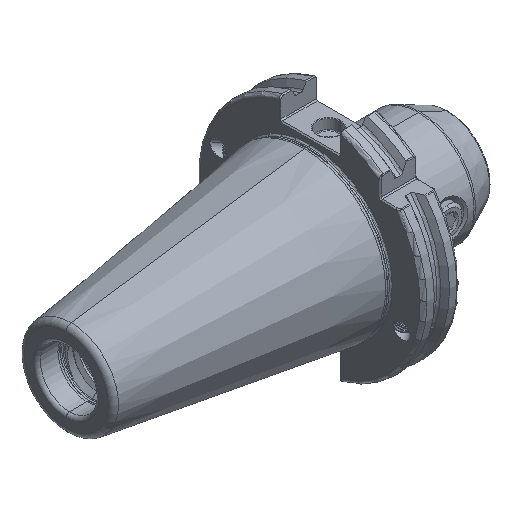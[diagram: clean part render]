
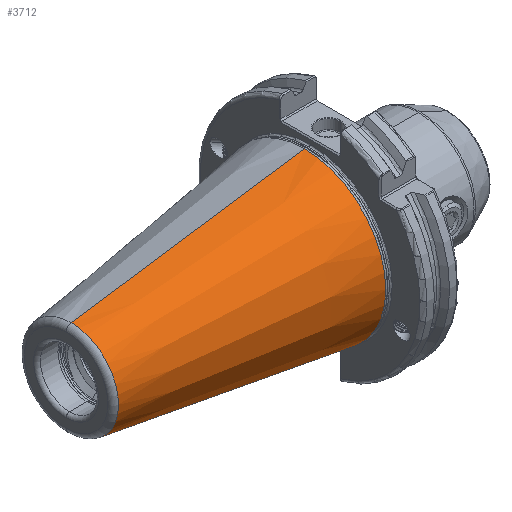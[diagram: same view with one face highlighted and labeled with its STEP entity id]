
A CAD part, isometric view. The second image highlights one B-rep face of the part: STEP entity #3712.
In plain terms, the highlighted conical face has half-angle 8.297 degrees and reference radius 35.392 mm.
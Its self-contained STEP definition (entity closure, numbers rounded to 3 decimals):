
#782 = AXIS2_PLACEMENT_3D ( 'NONE', #6517, #6489, #6487 ) ;
#969 = EDGE_CURVE ( 'NONE', #26001, #25962, #29084, .T. ) ;
#980 = EDGE_CURVE ( 'NONE', #26030, #26062, #29098, .T. ) ;
#984 = EDGE_CURVE ( 'NONE', #25962, #26003, #29103, .T. ) ;
#1231 = EDGE_CURVE ( 'NONE', #26003, #26062, #12341, .T. ) ;
#1258 = EDGE_CURVE ( 'NONE', #26001, #26030, #11208, .T. ) ;
#3712 = ADVANCED_FACE ( 'NONE', ( #11749 ), #11737, .T. ) ;
#5838 = ORIENTED_EDGE ( 'NONE', *, *, #980, .T. ) ;
#5944 = ORIENTED_EDGE ( 'NONE', *, *, #969, .F. ) ;
#5953 = ORIENTED_EDGE ( 'NONE', *, *, #1231, .F. ) ;
#5957 = ORIENTED_EDGE ( 'NONE', *, *, #984, .F. ) ;
#5979 = ORIENTED_EDGE ( 'NONE', *, *, #1258, .T. ) ;
#6392 = DIRECTION ( 'NONE',  ( 0.99, 0., 0.144 ) ) ;
#6394 = CARTESIAN_POINT ( 'NONE',  ( 0., 0., -35.392 ) ) ;
#6403 = CARTESIAN_POINT ( 'NONE',  ( 0., 0., 35.392 ) ) ;
#6443 = DIRECTION ( 'NONE',  ( 0.99, 0., -0.144 ) ) ;
#6487 = DIRECTION ( 'NONE',  ( 0., 1., 0. ) ) ;
#6489 = DIRECTION ( 'NONE',  ( 1., 0., 0. ) ) ;
#6517 = CARTESIAN_POINT ( 'NONE',  ( -2.5, 0., 0. ) ) ;
#8106 = CARTESIAN_POINT ( 'NONE',  ( 0., 0., 0. ) ) ;
#8120 = DIRECTION ( 'NONE',  ( 1., 0., 0. ) ) ;
#8129 = DIRECTION ( 'NONE',  ( 0., 0., -1. ) ) ;
#11208 = CIRCLE ( 'NONE', #12366, 20.399 ) ;
#11737 = CONICAL_SURFACE ( 'NONE', #12487, 35.392, 0.145 ) ;
#11749 = FACE_OUTER_BOUND ( 'NONE', #29521, .T. ) ;
#12341 = CIRCLE ( 'NONE', #12384, 35.027 ) ;
#12366 = AXIS2_PLACEMENT_3D ( 'NONE', #19068, #19062, #19070 ) ;
#12384 = AXIS2_PLACEMENT_3D ( 'NONE', #18835, #18841, #18815 ) ;
#12487 = AXIS2_PLACEMENT_3D ( 'NONE', #8106, #8120, #8129 ) ;
#13281 = CARTESIAN_POINT ( 'NONE',  ( -2.5, 0., 35.027 ) ) ;
#13311 = CARTESIAN_POINT ( 'NONE',  ( -102.811, 0., 20.399 ) ) ;
#13330 = CARTESIAN_POINT ( 'NONE',  ( -2.5, -35.027, 0. ) ) ;
#13347 = CARTESIAN_POINT ( 'NONE',  ( -2.5, 0., -35.027 ) ) ;
#13374 = CARTESIAN_POINT ( 'NONE',  ( -102.811, 0., -20.399 ) ) ;
#18815 = DIRECTION ( 'NONE',  ( 0., 1., 0. ) ) ;
#18835 = CARTESIAN_POINT ( 'NONE',  ( -2.5, 0., 0. ) ) ;
#18841 = DIRECTION ( 'NONE',  ( 1., 0., 0. ) ) ;
#19062 = DIRECTION ( 'NONE',  ( 1., 0., 0. ) ) ;
#19068 = CARTESIAN_POINT ( 'NONE',  ( -102.811, 0., 0. ) ) ;
#19070 = DIRECTION ( 'NONE',  ( 0., 0., 1. ) ) ;
#25962 = VERTEX_POINT ( 'NONE', #13281 ) ;
#26001 = VERTEX_POINT ( 'NONE', #13311 ) ;
#26003 = VERTEX_POINT ( 'NONE', #13330 ) ;
#26030 = VERTEX_POINT ( 'NONE', #13374 ) ;
#26062 = VERTEX_POINT ( 'NONE', #13347 ) ;
#29084 = LINE ( 'NONE', #6403, #29086 ) ;
#29086 = VECTOR ( 'NONE', #6392, 1000. ) ;
#29098 = LINE ( 'NONE', #6394, #29101 ) ;
#29101 = VECTOR ( 'NONE', #6443, 1000. ) ;
#29103 = CIRCLE ( 'NONE', #782, 35.027 ) ;
#29521 = EDGE_LOOP ( 'NONE', ( #5944, #5979, #5838, #5953, #5957 ) ) ;
